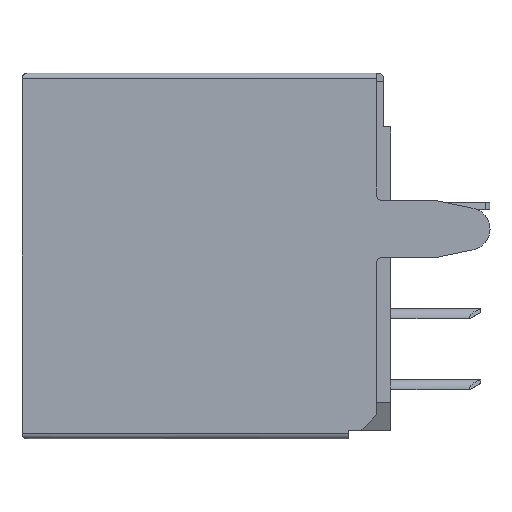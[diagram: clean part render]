
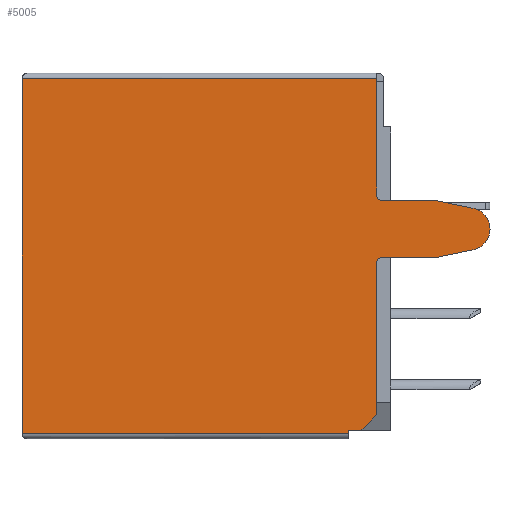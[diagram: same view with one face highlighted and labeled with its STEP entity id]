
A CAD part, left-side view. The second image highlights one B-rep face of the part: STEP entity #5005.
In plain terms, the highlighted planar face has unit normal (-1, 0, 0).
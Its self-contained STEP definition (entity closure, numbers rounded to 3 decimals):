
#33 = CARTESIAN_POINT ( 'NONE',  ( -7., 0.25, -6.7 ) ) ;
#37 = VECTOR ( 'NONE', #4437, 1000. ) ;
#227 = LINE ( 'NONE', #7919, #8736 ) ;
#247 = VERTEX_POINT ( 'NONE', #2059 ) ;
#502 = CARTESIAN_POINT ( 'NONE',  ( -7., 0.05, -6.5 ) ) ;
#551 = EDGE_LOOP ( 'NONE', ( #6249, #6997, #9106, #8184, #3245, #2744, #5307, #4557, #1597, #5186, #991, #7082, #8377, #819, #3464 ) ) ;
#600 = CARTESIAN_POINT ( 'NONE',  ( -7., -3.15, -6.235 ) ) ;
#759 = AXIS2_PLACEMENT_3D ( 'NONE', #3424, #3961, #8333 ) ;
#789 = DIRECTION ( 'NONE',  ( 0., 1., 0. ) ) ;
#819 = ORIENTED_EDGE ( 'NONE', *, *, #831, .T. ) ;
#831 = EDGE_CURVE ( 'NONE', #4460, #247, #1302, .T. ) ;
#864 = CARTESIAN_POINT ( 'NONE',  ( -7., 0.05, -4.3 ) ) ;
#991 = ORIENTED_EDGE ( 'NONE', *, *, #6639, .T. ) ;
#1001 = DIRECTION ( 'NONE',  ( 1., 0., 0. ) ) ;
#1032 = DIRECTION ( 'NONE',  ( 1., 0., 0. ) ) ;
#1044 = LINE ( 'NONE', #3896, #5055 ) ;
#1060 = DIRECTION ( 'NONE',  ( 0., -1., 0. ) ) ;
#1206 = CIRCLE ( 'NONE', #759, 0.75 ) ;
#1302 = LINE ( 'NONE', #5445, #3779 ) ;
#1352 = CARTESIAN_POINT ( 'NONE',  ( -7., 0.8, -12.6 ) ) ;
#1411 = CARTESIAN_POINT ( 'NONE',  ( -7., 1.25, -12.75 ) ) ;
#1455 = CARTESIAN_POINT ( 'NONE',  ( -7., 4.451, -12.7 ) ) ;
#1597 = ORIENTED_EDGE ( 'NONE', *, *, #5392, .T. ) ;
#1612 = CARTESIAN_POINT ( 'NONE',  ( -7., 12.75, -6.45 ) ) ;
#1615 = CARTESIAN_POINT ( 'NONE',  ( -7., 4.451, -6.5 ) ) ;
#1675 = EDGE_CURVE ( 'NONE', #7020, #8219, #1206, .T. ) ;
#1815 = VERTEX_POINT ( 'NONE', #8614 ) ;
#1891 = CARTESIAN_POINT ( 'NONE',  ( -7., -3.15, -4.765 ) ) ;
#2059 = CARTESIAN_POINT ( 'NONE',  ( -7., 0.05, -4.5 ) ) ;
#2115 = EDGE_CURVE ( 'NONE', #8790, #6548, #7143, .T. ) ;
#2131 = LINE ( 'NONE', #1612, #4479 ) ;
#2178 = VERTEX_POINT ( 'NONE', #7330 ) ;
#2248 = DIRECTION ( 'NONE',  ( 0., 0., 1. ) ) ;
#2276 = CARTESIAN_POINT ( 'NONE',  ( -7., 0.25, -2.15 ) ) ;
#2344 = VERTEX_POINT ( 'NONE', #4687 ) ;
#2447 = CARTESIAN_POINT ( 'NONE',  ( -7., -1.85, -6.5 ) ) ;
#2548 = VECTOR ( 'NONE', #3603, 1000. ) ;
#2688 = DIRECTION ( 'NONE',  ( 0., -1., 0. ) ) ;
#2744 = ORIENTED_EDGE ( 'NONE', *, *, #8622, .T. ) ;
#2877 = EDGE_CURVE ( 'NONE', #4008, #2178, #227, .T. ) ;
#2883 = LINE ( 'NONE', #2276, #37 ) ;
#2931 = EDGE_CURVE ( 'NONE', #7674, #4008, #2883, .T. ) ;
#3024 = VECTOR ( 'NONE', #3727, 1000. ) ;
#3141 = AXIS2_PLACEMENT_3D ( 'NONE', #864, #1032, #5450 ) ;
#3245 = ORIENTED_EDGE ( 'NONE', *, *, #8040, .T. ) ;
#3424 = CARTESIAN_POINT ( 'NONE',  ( -7., -3., -5.5 ) ) ;
#3464 = ORIENTED_EDGE ( 'NONE', *, *, #4412, .T. ) ;
#3593 = CIRCLE ( 'NONE', #3141, 0.2 ) ;
#3603 = DIRECTION ( 'NONE',  ( 0., 0., 1. ) ) ;
#3659 = LINE ( 'NONE', #1455, #5062 ) ;
#3685 = VECTOR ( 'NONE', #2248, 1000. ) ;
#3690 = VECTOR ( 'NONE', #2688, 1000. ) ;
#3727 = DIRECTION ( 'NONE',  ( 0., -1., 0. ) ) ;
#3779 = VECTOR ( 'NONE', #4914, 1000. ) ;
#3896 = CARTESIAN_POINT ( 'NONE',  ( -7., -3.15, -4.765 ) ) ;
#3956 = DIRECTION ( 'NONE',  ( 0., -0.98, 0.2 ) ) ;
#3961 = DIRECTION ( 'NONE',  ( -1., 0., 0. ) ) ;
#4008 = VERTEX_POINT ( 'NONE', #5195 ) ;
#4220 = AXIS2_PLACEMENT_3D ( 'NONE', #8888, #1001, #8227 ) ;
#4412 = EDGE_CURVE ( 'NONE', #247, #7674, #3593, .T. ) ;
#4437 = DIRECTION ( 'NONE',  ( 0., 0., 1. ) ) ;
#4460 = VERTEX_POINT ( 'NONE', #6198 ) ;
#4479 = VECTOR ( 'NONE', #8010, 1000. ) ;
#4523 = LINE ( 'NONE', #2447, #8457 ) ;
#4557 = ORIENTED_EDGE ( 'NONE', *, *, #2115, .T. ) ;
#4687 = CARTESIAN_POINT ( 'NONE',  ( -7., 1.25, -12.6 ) ) ;
#4751 = CARTESIAN_POINT ( 'NONE',  ( -7., 0.25, -4.3 ) ) ;
#4787 = VERTEX_POINT ( 'NONE', #502 ) ;
#4914 = DIRECTION ( 'NONE',  ( 0., 1., 0. ) ) ;
#4939 = EDGE_CURVE ( 'NONE', #2178, #5666, #2131, .T. ) ;
#5005 = ADVANCED_FACE ( 'NONE', ( #8188 ), #8899, .T. ) ;
#5055 = VECTOR ( 'NONE', #5273, 1000. ) ;
#5062 = VECTOR ( 'NONE', #5128, 1000. ) ;
#5128 = DIRECTION ( 'NONE',  ( 0., -1., 0. ) ) ;
#5186 = ORIENTED_EDGE ( 'NONE', *, *, #5822, .T. ) ;
#5195 = CARTESIAN_POINT ( 'NONE',  ( -7., 0.25, -0.2 ) ) ;
#5273 = DIRECTION ( 'NONE',  ( 0., 0.98, 0.2 ) ) ;
#5307 = ORIENTED_EDGE ( 'NONE', *, *, #6672, .T. ) ;
#5392 = EDGE_CURVE ( 'NONE', #6548, #4787, #6036, .T. ) ;
#5445 = CARTESIAN_POINT ( 'NONE',  ( -7., 4.451, -4.5 ) ) ;
#5450 = DIRECTION ( 'NONE',  ( 0., 0., 1. ) ) ;
#5516 = LINE ( 'NONE', #8375, #3690 ) ;
#5666 = VERTEX_POINT ( 'NONE', #8216 ) ;
#5822 = EDGE_CURVE ( 'NONE', #4787, #1815, #7310, .T. ) ;
#5983 = LINE ( 'NONE', #8843, #8615 ) ;
#6036 = CIRCLE ( 'NONE', #4220, 0.2 ) ;
#6198 = CARTESIAN_POINT ( 'NONE',  ( -7., -1.85, -4.5 ) ) ;
#6249 = ORIENTED_EDGE ( 'NONE', *, *, #2931, .T. ) ;
#6548 = VERTEX_POINT ( 'NONE', #33 ) ;
#6639 = EDGE_CURVE ( 'NONE', #1815, #7020, #4523, .T. ) ;
#6672 = EDGE_CURVE ( 'NONE', #7095, #8790, #5983, .T. ) ;
#6785 = CARTESIAN_POINT ( 'NONE',  ( -7., 0.25, -12.05 ) ) ;
#6997 = ORIENTED_EDGE ( 'NONE', *, *, #2877, .T. ) ;
#7020 = VERTEX_POINT ( 'NONE', #600 ) ;
#7082 = ORIENTED_EDGE ( 'NONE', *, *, #1675, .T. ) ;
#7095 = VERTEX_POINT ( 'NONE', #1352 ) ;
#7143 = LINE ( 'NONE', #7894, #2548 ) ;
#7310 = LINE ( 'NONE', #1615, #3024 ) ;
#7330 = CARTESIAN_POINT ( 'NONE',  ( -7., 12.75, -0.2 ) ) ;
#7397 = DIRECTION ( 'NONE',  ( -1., 0., 0. ) ) ;
#7428 = VERTEX_POINT ( 'NONE', #7677 ) ;
#7674 = VERTEX_POINT ( 'NONE', #4751 ) ;
#7677 = CARTESIAN_POINT ( 'NONE',  ( -7., 1.25, -12.7 ) ) ;
#7773 = AXIS2_PLACEMENT_3D ( 'NONE', #8094, #7397, #1060 ) ;
#7811 = EDGE_CURVE ( 'NONE', #8219, #4460, #1044, .T. ) ;
#7841 = LINE ( 'NONE', #1411, #3685 ) ;
#7894 = CARTESIAN_POINT ( 'NONE',  ( -7., 0.25, -6.45 ) ) ;
#7919 = CARTESIAN_POINT ( 'NONE',  ( -7., 6.538, -0.2 ) ) ;
#8010 = DIRECTION ( 'NONE',  ( 0., 0., -1. ) ) ;
#8040 = EDGE_CURVE ( 'NONE', #7428, #2344, #7841, .T. ) ;
#8094 = CARTESIAN_POINT ( 'NONE',  ( -7., 12.75, -12.7 ) ) ;
#8184 = ORIENTED_EDGE ( 'NONE', *, *, #9025, .T. ) ;
#8188 = FACE_OUTER_BOUND ( 'NONE', #551, .T. ) ;
#8216 = CARTESIAN_POINT ( 'NONE',  ( -7., 12.75, -12.7 ) ) ;
#8219 = VERTEX_POINT ( 'NONE', #1891 ) ;
#8227 = DIRECTION ( 'NONE',  ( 0., 0., 1. ) ) ;
#8333 = DIRECTION ( 'NONE',  ( 0., 0., 1. ) ) ;
#8375 = CARTESIAN_POINT ( 'NONE',  ( -7., 4.451, -12.6 ) ) ;
#8377 = ORIENTED_EDGE ( 'NONE', *, *, #7811, .T. ) ;
#8457 = VECTOR ( 'NONE', #3956, 1000. ) ;
#8614 = CARTESIAN_POINT ( 'NONE',  ( -7., -1.85, -6.5 ) ) ;
#8615 = VECTOR ( 'NONE', #8934, 1000. ) ;
#8622 = EDGE_CURVE ( 'NONE', #2344, #7095, #5516, .T. ) ;
#8736 = VECTOR ( 'NONE', #789, 1000. ) ;
#8790 = VERTEX_POINT ( 'NONE', #6785 ) ;
#8843 = CARTESIAN_POINT ( 'NONE',  ( -7., 0.8, -12.6 ) ) ;
#8888 = CARTESIAN_POINT ( 'NONE',  ( -7., 0.05, -6.7 ) ) ;
#8899 = PLANE ( 'NONE',  #7773 ) ;
#8934 = DIRECTION ( 'NONE',  ( 0., -0.707, 0.707 ) ) ;
#9025 = EDGE_CURVE ( 'NONE', #5666, #7428, #3659, .T. ) ;
#9106 = ORIENTED_EDGE ( 'NONE', *, *, #4939, .T. ) ;
